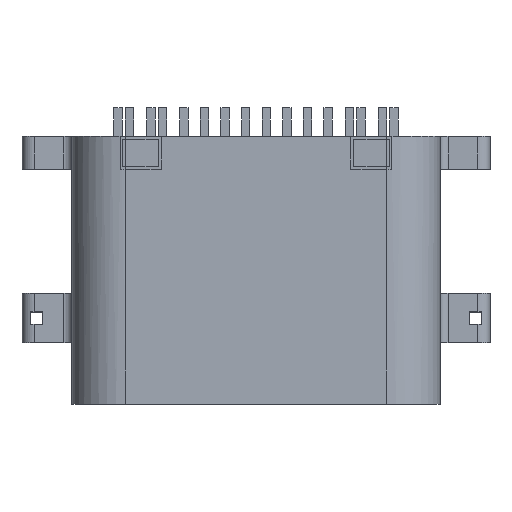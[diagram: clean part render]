
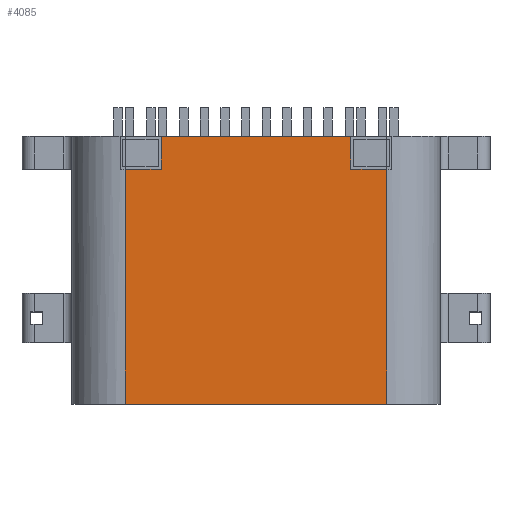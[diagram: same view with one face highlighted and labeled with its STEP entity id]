
A CAD part, top view. The second image highlights one B-rep face of the part: STEP entity #4085.
In plain terms, the highlighted planar face has unit normal (0, 0, 1).
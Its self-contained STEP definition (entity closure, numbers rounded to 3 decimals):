
#2208 = VERTEX_POINT('',#2209);
#2209 = CARTESIAN_POINT('',(3.17,0.,2.46));
#2216 = EDGE_CURVE('',#2208,#2217,#2219,.T.);
#2217 = VERTEX_POINT('',#2218);
#2218 = CARTESIAN_POINT('',(-3.17,0.,2.46));
#2219 = LINE('',#2220,#2221);
#2220 = CARTESIAN_POINT('',(3.17,0.,2.46));
#2221 = VECTOR('',#2222,1.);
#2222 = DIRECTION('',(-1.,0.,0.));
#3148 = VERTEX_POINT('',#3149);
#3149 = CARTESIAN_POINT('',(2.3,6.5,2.46));
#3166 = VERTEX_POINT('',#3167);
#3167 = CARTESIAN_POINT('',(-2.3,6.5,2.46));
#3173 = EDGE_CURVE('',#3148,#3166,#3174,.T.);
#3174 = LINE('',#3175,#3176);
#3175 = CARTESIAN_POINT('',(2.3,6.5,2.46));
#3176 = VECTOR('',#3177,1.);
#3177 = DIRECTION('',(-1.,0.,0.));
#4085 = ADVANCED_FACE('',(#4086),#4134,.T.);
#4086 = FACE_BOUND('',#4087,.T.);
#4087 = EDGE_LOOP('',(#4088,#4096,#4104,#4110,#4111,#4119,#4127,#4133));
#4088 = ORIENTED_EDGE('',*,*,#4089,.T.);
#4089 = EDGE_CURVE('',#3166,#4090,#4092,.T.);
#4090 = VERTEX_POINT('',#4091);
#4091 = CARTESIAN_POINT('',(-2.3,5.7,2.46));
#4092 = LINE('',#4093,#4094);
#4093 = CARTESIAN_POINT('',(-2.3,6.5,2.46));
#4094 = VECTOR('',#4095,1.);
#4095 = DIRECTION('',(0.,-1.,0.));
#4096 = ORIENTED_EDGE('',*,*,#4097,.F.);
#4097 = EDGE_CURVE('',#4098,#4090,#4100,.T.);
#4098 = VERTEX_POINT('',#4099);
#4099 = CARTESIAN_POINT('',(-3.17,5.7,2.46));
#4100 = LINE('',#4101,#4102);
#4101 = CARTESIAN_POINT('',(-3.17,5.7,2.46));
#4102 = VECTOR('',#4103,1.);
#4103 = DIRECTION('',(1.,0.,0.));
#4104 = ORIENTED_EDGE('',*,*,#4105,.F.);
#4105 = EDGE_CURVE('',#2217,#4098,#4106,.T.);
#4106 = LINE('',#4107,#4108);
#4107 = CARTESIAN_POINT('',(-3.17,0.,2.46));
#4108 = VECTOR('',#4109,1.);
#4109 = DIRECTION('',(0.,1.,0.));
#4110 = ORIENTED_EDGE('',*,*,#2216,.F.);
#4111 = ORIENTED_EDGE('',*,*,#4112,.T.);
#4112 = EDGE_CURVE('',#2208,#4113,#4115,.T.);
#4113 = VERTEX_POINT('',#4114);
#4114 = CARTESIAN_POINT('',(3.17,5.7,2.46));
#4115 = LINE('',#4116,#4117);
#4116 = CARTESIAN_POINT('',(3.17,0.,2.46));
#4117 = VECTOR('',#4118,1.);
#4118 = DIRECTION('',(0.,1.,0.));
#4119 = ORIENTED_EDGE('',*,*,#4120,.T.);
#4120 = EDGE_CURVE('',#4113,#4121,#4123,.T.);
#4121 = VERTEX_POINT('',#4122);
#4122 = CARTESIAN_POINT('',(2.3,5.7,2.46));
#4123 = LINE('',#4124,#4125);
#4124 = CARTESIAN_POINT('',(3.17,5.7,2.46));
#4125 = VECTOR('',#4126,1.);
#4126 = DIRECTION('',(-1.,0.,0.));
#4127 = ORIENTED_EDGE('',*,*,#4128,.F.);
#4128 = EDGE_CURVE('',#3148,#4121,#4129,.T.);
#4129 = LINE('',#4130,#4131);
#4130 = CARTESIAN_POINT('',(2.3,6.5,2.46));
#4131 = VECTOR('',#4132,1.);
#4132 = DIRECTION('',(0.,-1.,0.));
#4133 = ORIENTED_EDGE('',*,*,#3173,.T.);
#4134 = PLANE('',#4135);
#4135 = AXIS2_PLACEMENT_3D('',#4136,#4137,#4138);
#4136 = CARTESIAN_POINT('',(3.17,0.,2.46));
#4137 = DIRECTION('',(0.,0.,1.));
#4138 = DIRECTION('',(1.,0.,0.));
